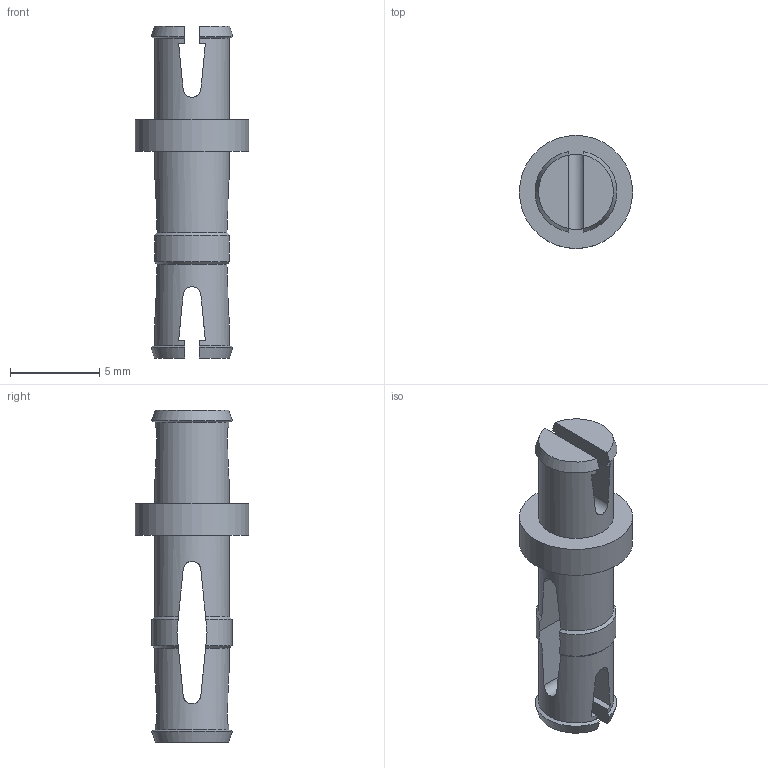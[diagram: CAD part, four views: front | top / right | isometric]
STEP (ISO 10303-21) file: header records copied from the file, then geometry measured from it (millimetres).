
FILE_DESCRIPTION((''),'2;1');
FILE_NAME('228-2500-061 Rev5.stp','2014-01-15T17:14:37',('jessica_knerr'),(''),'Autodesk Inventor 2013','Autodesk Inventor 2013','');
FILE_SCHEMA(('AUTOMOTIVE_DESIGN { 1 0 10303 214 1 1 1 1 }'));
Length unit declared in the file: millimetre
Products named in the file (1): 228-2500-061 Rev5
Bounding box: 6.35 x 6.35 x 18.63 mm (x, y, z)
Volume: 217.9 mm3; surface area: 420.5 mm2
Topology: 1 solids, 1 shells, 46 faces, 139 edges, 93 vertices
Faces by surface type: plane 22, cone 12, cylinder 12
Full cylindrical faces by diameter (mm): 4.2 x3, 6.35 x1
Entity records: 1663 total; most frequent: CARTESIAN_POINT 449, ORIENTED_EDGE 260, DIRECTION 252, EDGE_CURVE 130, AXIS2_PLACEMENT_3D 107, VERTEX_POINT 88, EDGE_LOOP 52, FACE_OUTER_BOUND 46
